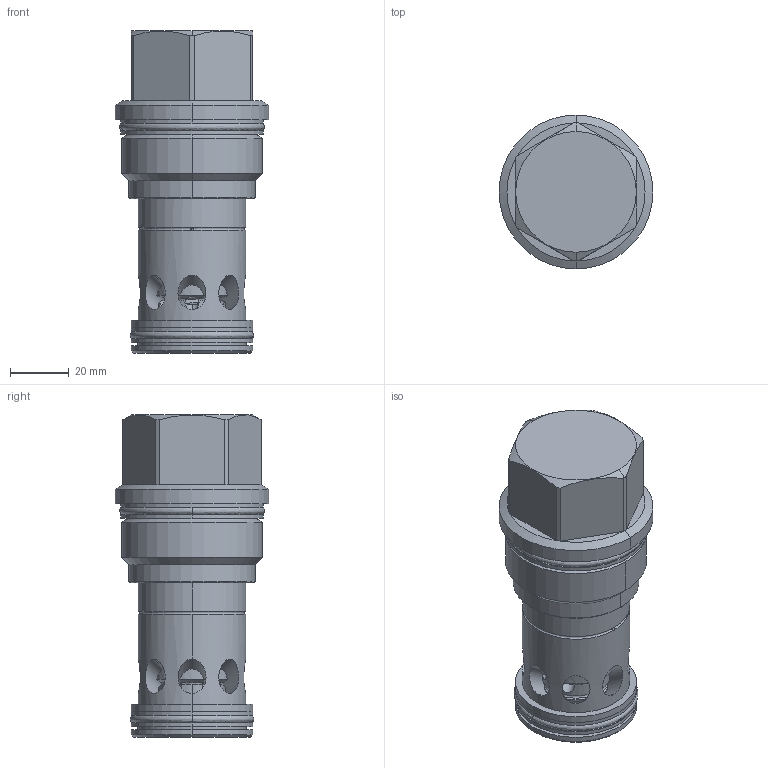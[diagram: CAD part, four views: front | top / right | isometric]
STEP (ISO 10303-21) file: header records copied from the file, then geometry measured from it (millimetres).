
FILE_DESCRIPTION((''),'2;1');
FILE_NAME('CXKA-XCN_PRT','2016-07-28T',('Administrator'),(''),'PRO/ENGINEER BY PARAMETRIC TECHNOLOGY CORPORATION, 2006240','PRO/ENGINEER BY PARAMETRIC TECHNOLOGY CORPORATION, 2006240','');
FILE_SCHEMA(('CONFIG_CONTROL_DESIGN'));
Length unit declared in the file: inch
Products named in the file (1): CXKA-XCN_PRT
Bounding box: 52.3 x 52.3 x 109.55 mm (x, y, z)
Volume: 146290.1 mm3; surface area: 27048.2 mm2
Topology: 3 solids, 3 shells, 233 faces, 718 edges, 456 vertices
Faces by surface type: cylinder 90, plane 57, cone 42, torus 27, bspline 9, revolution 8
Entity records: 16606 total; most frequent: CARTESIAN_POINT 10625, ORIENTED_EDGE 1432, DIRECTION 1034, EDGE_CURVE 716, VERTEX_POINT 456, AXIS2_PLACEMENT_3D 453, B_SPLINE_CURVE_WITH_KNOTS 367, EDGE_LOOP 260
